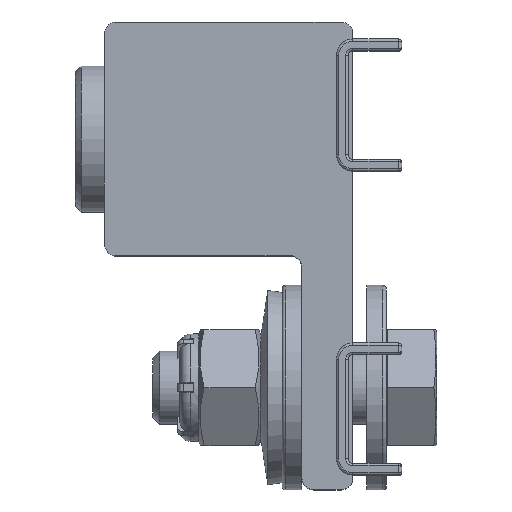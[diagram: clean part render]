
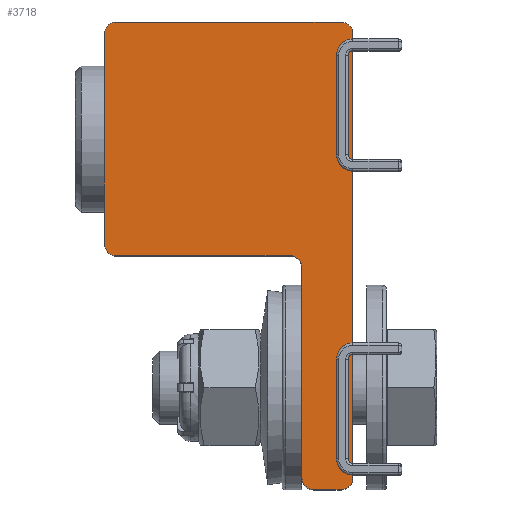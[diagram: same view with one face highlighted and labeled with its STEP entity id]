
A CAD part, top view. The second image highlights one B-rep face of the part: STEP entity #3718.
In plain terms, the highlighted planar face has unit normal (0, 0, 1).
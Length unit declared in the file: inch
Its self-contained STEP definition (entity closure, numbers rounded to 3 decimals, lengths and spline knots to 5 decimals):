
#234=PLANE('',#3955);
#368=FACE_OUTER_BOUND('',#595,.T.);
#595=EDGE_LOOP('',(#2579,#2580,#2581,#2582,#2583,#2584,#2585,#2586,#2587,
#2588,#2589,#2590));
#862=LINE('',#5537,#1178);
#868=LINE('',#5555,#1184);
#869=LINE('',#5559,#1185);
#870=LINE('',#5563,#1186);
#871=LINE('',#5567,#1187);
#872=LINE('',#5571,#1188);
#1178=VECTOR('',#4381,0.9);
#1184=VECTOR('',#4391,0.118);
#1185=VECTOR('',#4394,1.9);
#1186=VECTOR('',#4397,0.962);
#1187=VECTOR('',#4400,0.9);
#1188=VECTOR('',#4403,0.744);
#1493=CIRCLE('',#3952,0.05);
#1495=CIRCLE('',#3956,0.05);
#1496=CIRCLE('',#3957,0.05);
#1497=CIRCLE('',#3958,0.05);
#1498=CIRCLE('',#3959,0.05);
#1499=CIRCLE('',#3960,0.05);
#1664=VERTEX_POINT('',#5530);
#1665=VERTEX_POINT('',#5532);
#1666=VERTEX_POINT('',#5536);
#1673=VERTEX_POINT('',#5554);
#1674=VERTEX_POINT('',#5556);
#1675=VERTEX_POINT('',#5558);
#1676=VERTEX_POINT('',#5560);
#1677=VERTEX_POINT('',#5562);
#1678=VERTEX_POINT('',#5564);
#1679=VERTEX_POINT('',#5566);
#1680=VERTEX_POINT('',#5568);
#1681=VERTEX_POINT('',#5570);
#2019=EDGE_CURVE('',#1664,#1665,#1493,.T.);
#2021=EDGE_CURVE('',#1665,#1666,#862,.T.);
#2029=EDGE_CURVE('',#1673,#1664,#868,.T.);
#2030=EDGE_CURVE('',#1674,#1673,#1495,.T.);
#2031=EDGE_CURVE('',#1675,#1674,#869,.T.);
#2032=EDGE_CURVE('',#1676,#1675,#1496,.T.);
#2033=EDGE_CURVE('',#1677,#1676,#870,.T.);
#2034=EDGE_CURVE('',#1678,#1677,#1497,.T.);
#2035=EDGE_CURVE('',#1679,#1678,#871,.T.);
#2036=EDGE_CURVE('',#1680,#1679,#1498,.T.);
#2037=EDGE_CURVE('',#1681,#1680,#872,.T.);
#2038=EDGE_CURVE('',#1666,#1681,#1499,.T.);
#2579=ORIENTED_EDGE('',*,*,#2019,.F.);
#2580=ORIENTED_EDGE('',*,*,#2029,.F.);
#2581=ORIENTED_EDGE('',*,*,#2030,.F.);
#2582=ORIENTED_EDGE('',*,*,#2031,.F.);
#2583=ORIENTED_EDGE('',*,*,#2032,.F.);
#2584=ORIENTED_EDGE('',*,*,#2033,.F.);
#2585=ORIENTED_EDGE('',*,*,#2034,.F.);
#2586=ORIENTED_EDGE('',*,*,#2035,.F.);
#2587=ORIENTED_EDGE('',*,*,#2036,.F.);
#2588=ORIENTED_EDGE('',*,*,#2037,.F.);
#2589=ORIENTED_EDGE('',*,*,#2038,.F.);
#2590=ORIENTED_EDGE('',*,*,#2021,.F.);
#3718=ADVANCED_FACE('',(#368),#234,.T.);
#3952=AXIS2_PLACEMENT_3D('',#5533,#4376,#4377);
#3955=AXIS2_PLACEMENT_3D('',#5553,#4389,#4390);
#3956=AXIS2_PLACEMENT_3D('',#5557,#4392,#4393);
#3957=AXIS2_PLACEMENT_3D('',#5561,#4395,#4396);
#3958=AXIS2_PLACEMENT_3D('',#5565,#4398,#4399);
#3959=AXIS2_PLACEMENT_3D('',#5569,#4401,#4402);
#3960=AXIS2_PLACEMENT_3D('',#5572,#4404,#4405);
#4376=DIRECTION('center_axis',(0.,0.,
-1.));
#4377=DIRECTION('ref_axis',(-0.707,-0.707,0.));
#4381=DIRECTION('',(0.,1.,0.));
#4389=DIRECTION('center_axis',(0.,0.,
1.));
#4390=DIRECTION('ref_axis',(1.,0.,0.));
#4391=DIRECTION('',(-1.,0.,0.));
#4392=DIRECTION('center_axis',(0.,0.,
-1.));
#4393=DIRECTION('ref_axis',(0.707,-0.707,0.));
#4394=DIRECTION('',(0.,-1.,0.));
#4395=DIRECTION('center_axis',(0.,0.,
-1.));
#4396=DIRECTION('ref_axis',(0.707,0.707,0.));
#4397=DIRECTION('',(1.,0.,0.));
#4398=DIRECTION('center_axis',(0.,0.,
-1.));
#4399=DIRECTION('ref_axis',(-0.707,0.707,0.));
#4400=DIRECTION('',(0.,1.,0.));
#4401=DIRECTION('center_axis',(0.,0.,
-1.));
#4402=DIRECTION('ref_axis',(-0.707,-0.707,0.));
#4403=DIRECTION('',(-1.,0.,0.));
#4404=DIRECTION('center_axis',(0.,0.,
1.));
#4405=DIRECTION('ref_axis',(0.707,0.707,0.));
#5530=CARTESIAN_POINT('',(0.3945,-1.,0.495));
#5532=CARTESIAN_POINT('',(0.3445,-0.95,0.495));
#5533=CARTESIAN_POINT('Origin',(0.3945,-0.95,0.495));
#5536=CARTESIAN_POINT('',(0.3445,-0.05,0.495));
#5537=CARTESIAN_POINT('',(0.3445,-1.,0.495));
#5553=CARTESIAN_POINT('Origin',(0.16932,0.13782,0.495));
#5554=CARTESIAN_POINT('',(0.5125,-1.,0.495));
#5555=CARTESIAN_POINT('',(0.5625,-1.,0.495));
#5556=CARTESIAN_POINT('',(0.5625,-0.95,0.495));
#5557=CARTESIAN_POINT('Origin',(0.5125,-0.95,0.495));
#5558=CARTESIAN_POINT('',(0.5625,0.95,0.495));
#5559=CARTESIAN_POINT('',(0.5625,1.,0.495));
#5560=CARTESIAN_POINT('',(0.5125,1.,0.495));
#5561=CARTESIAN_POINT('Origin',(0.5125,0.95,0.495));
#5562=CARTESIAN_POINT('',(-0.4495,1.,0.495));
#5563=CARTESIAN_POINT('',(-0.4995,1.,0.495));
#5564=CARTESIAN_POINT('',(-0.4995,0.95,0.495));
#5565=CARTESIAN_POINT('Origin',(-0.4495,0.95,0.495));
#5566=CARTESIAN_POINT('',(-0.4995,0.05,0.495));
#5567=CARTESIAN_POINT('',(-0.4995,0.,0.495));
#5568=CARTESIAN_POINT('',(-0.4495,0.,0.495));
#5569=CARTESIAN_POINT('Origin',(-0.4495,0.05,0.495));
#5570=CARTESIAN_POINT('',(0.2945,0.,0.495));
#5571=CARTESIAN_POINT('',(0.3445,0.,0.495));
#5572=CARTESIAN_POINT('Origin',(0.2945,-0.05,0.495));
